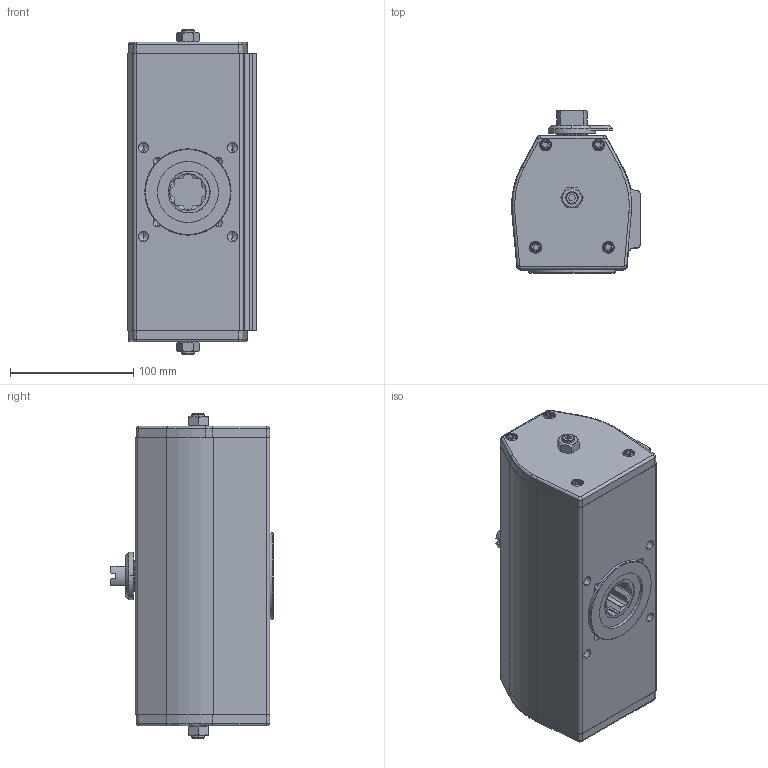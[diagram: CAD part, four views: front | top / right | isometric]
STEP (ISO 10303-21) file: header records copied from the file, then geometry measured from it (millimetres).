
FILE_DESCRIPTION (( 'STEP AP203' ), '1' );
FILE_NAME ('007938.STEP', '2018-02-14T09:25:39', ( '' ), ( '' ), 'SwSTEP 2.0', 'SolidWorks 2018', '' );
FILE_SCHEMA (( 'CONFIG_CONTROL_DESIGN' ));
Length unit declared in the file: millimetre
Products named in the file (1): 007938
Bounding box: 104.4 x 131.6 x 263.6 mm (x, y, z)
Volume: 2388384.7 mm3; surface area: 131797.9 mm2
Topology: 1 solids, 9 shells, 500 faces, 1239 edges, 777 vertices
Faces by surface type: plane 205, cylinder 179, cone 83, bspline 33
Entity records: 15560 total; most frequent: CARTESIAN_POINT 3786, DIRECTION 2486, ORIENTED_EDGE 2402, EDGE_CURVE 1201, AXIS2_PLACEMENT_3D 949, VERTEX_POINT 777, VECTOR 588, LINE 588
